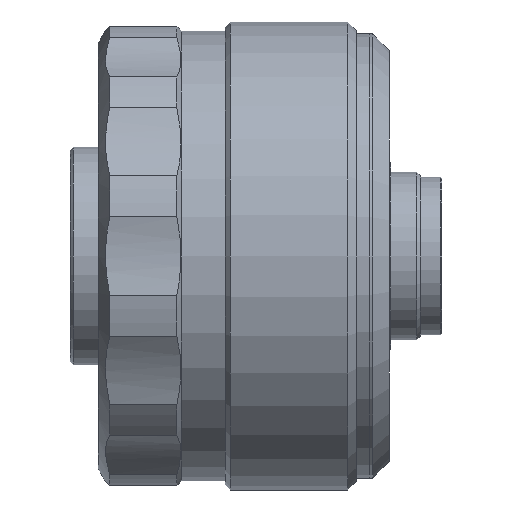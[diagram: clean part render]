
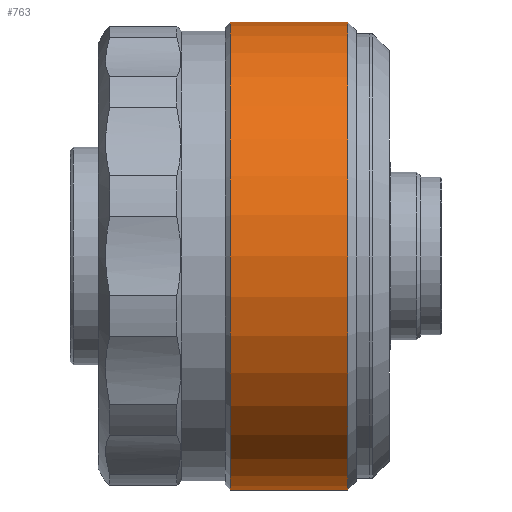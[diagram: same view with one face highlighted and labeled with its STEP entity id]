
A CAD part, front view. The second image highlights one B-rep face of the part: STEP entity #763.
In plain terms, the highlighted cylindrical face has radius 35.5 mm (diameter 71 mm), a partial arc.
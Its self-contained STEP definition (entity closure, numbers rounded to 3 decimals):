
#85 = DIRECTION ( 'NONE',  ( 1., 0., 0. ) ) ;
#193 = CARTESIAN_POINT ( 'NONE',  ( 5.973, 0., -35.5 ) ) ;
#365 = CARTESIAN_POINT ( 'NONE',  ( 5.973, 0., 0. ) ) ;
#464 = AXIS2_PLACEMENT_3D ( 'NONE', #3395, #4056, #757 ) ;
#715 = VERTEX_POINT ( 'NONE', #4098 ) ;
#757 = DIRECTION ( 'NONE',  ( 0., 0., -1. ) ) ;
#763 = ADVANCED_FACE ( 'NONE', ( #990 ), #3053, .T. ) ;
#990 = FACE_OUTER_BOUND ( 'NONE', #3571, .T. ) ;
#999 = CARTESIAN_POINT ( 'NONE',  ( 23.773, 0., 35.5 ) ) ;
#1029 = DIRECTION ( 'NONE',  ( 1., 0., 0. ) ) ;
#1075 = VECTOR ( 'NONE', #85, 1000. ) ;
#1144 = VERTEX_POINT ( 'NONE', #999 ) ;
#1150 = ORIENTED_EDGE ( 'NONE', *, *, #2321, .F. ) ;
#1206 = LINE ( 'NONE', #4247, #1669 ) ;
#1669 = VECTOR ( 'NONE', #2303, 1000. ) ;
#1827 = CARTESIAN_POINT ( 'NONE',  ( 25.073, 0., 0. ) ) ;
#1954 = AXIS2_PLACEMENT_3D ( 'NONE', #1827, #3359, #2730 ) ;
#2050 = DIRECTION ( 'NONE',  ( 0., 0., -1. ) ) ;
#2099 = CARTESIAN_POINT ( 'NONE',  ( 25.073, 0., -35.5 ) ) ;
#2106 = EDGE_CURVE ( 'NONE', #1144, #715, #4016, .T. ) ;
#2123 = LINE ( 'NONE', #2099, #1075 ) ;
#2189 = VERTEX_POINT ( 'NONE', #193 ) ;
#2303 = DIRECTION ( 'NONE',  ( 1., 0., 0. ) ) ;
#2321 = EDGE_CURVE ( 'NONE', #3882, #1144, #1206, .T. ) ;
#2392 = ORIENTED_EDGE ( 'NONE', *, *, #3661, .T. ) ;
#2460 = EDGE_CURVE ( 'NONE', #3882, #2189, #2795, .T. ) ;
#2730 = DIRECTION ( 'NONE',  ( 0., 0., -1. ) ) ;
#2795 = CIRCLE ( 'NONE', #3924, 35.5 ) ;
#3053 = CYLINDRICAL_SURFACE ( 'NONE', #1954, 35.5 ) ;
#3359 = DIRECTION ( 'NONE',  ( 1., 0., 0. ) ) ;
#3395 = CARTESIAN_POINT ( 'NONE',  ( 23.773, 0., 0. ) ) ;
#3571 = EDGE_LOOP ( 'NONE', ( #1150, #4246, #2392, #4207 ) ) ;
#3661 = EDGE_CURVE ( 'NONE', #2189, #715, #2123, .T. ) ;
#3854 = CARTESIAN_POINT ( 'NONE',  ( 5.973, 0., 35.5 ) ) ;
#3882 = VERTEX_POINT ( 'NONE', #3854 ) ;
#3924 = AXIS2_PLACEMENT_3D ( 'NONE', #365, #1029, #2050 ) ;
#4016 = CIRCLE ( 'NONE', #464, 35.5 ) ;
#4056 = DIRECTION ( 'NONE',  ( 1., 0., 0. ) ) ;
#4098 = CARTESIAN_POINT ( 'NONE',  ( 23.773, 0., -35.5 ) ) ;
#4207 = ORIENTED_EDGE ( 'NONE', *, *, #2106, .F. ) ;
#4246 = ORIENTED_EDGE ( 'NONE', *, *, #2460, .T. ) ;
#4247 = CARTESIAN_POINT ( 'NONE',  ( 25.073, 0., 35.5 ) ) ;
